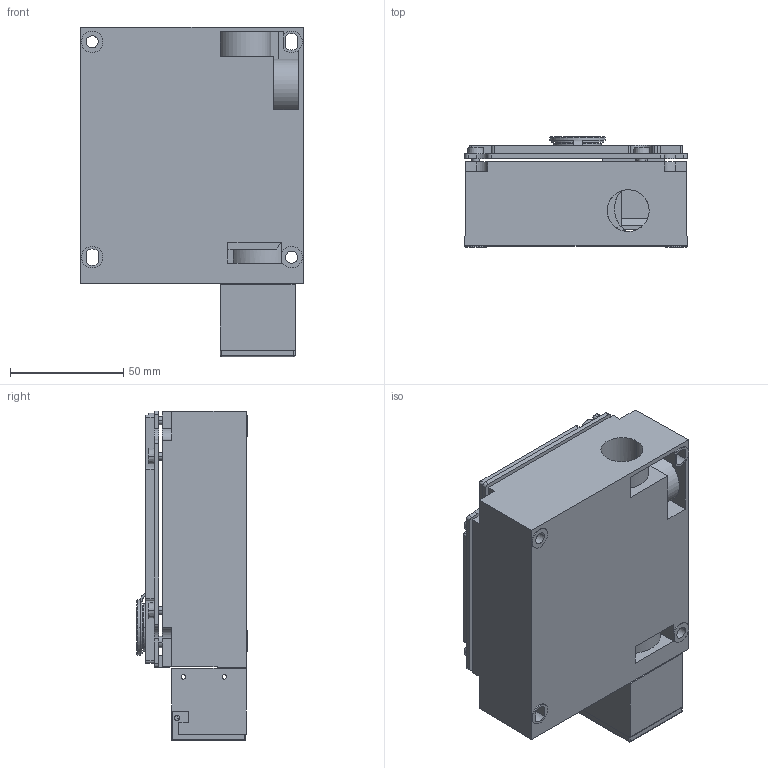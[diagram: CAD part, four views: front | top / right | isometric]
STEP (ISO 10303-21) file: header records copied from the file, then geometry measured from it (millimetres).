
FILE_DESCRIPTION(('STEP AP242'),'1');
FILE_NAME('guard_switch_xcse5311.stp','2020-03-04T10:18:19',('TraceParts'),('TraceParts S.A.'),'Spatial InterOp 3D',' ',' ');
FILE_SCHEMA(('AP242_MANAGED_MODEL_BASED_3D_ENGINEERING_MIM_LF {1 0 10303 442 1 1 4}'));
Length unit declared in the file: millimetre
Products named in the file (1): guard_switch_xcse5311_1
Bounding box: 98 x 48.75 x 145.5 mm (x, y, z)
Volume: 138037.6 mm3; surface area: 99516.4 mm2
Topology: 10 solids, 10 shells, 563 faces, 1492 edges, 973 vertices
Faces by surface type: plane 311, cylinder 206, bspline 24, cone 14, sphere 4, torus 4
Entity records: 18847 total; most frequent: CARTESIAN_POINT 4637, ORIENTED_EDGE 2976, DIRECTION 2912, EDGE_CURVE 1488, VERTEX_POINT 973, LINE 972, VECTOR 972, AXIS2_PLACEMENT_3D 970
